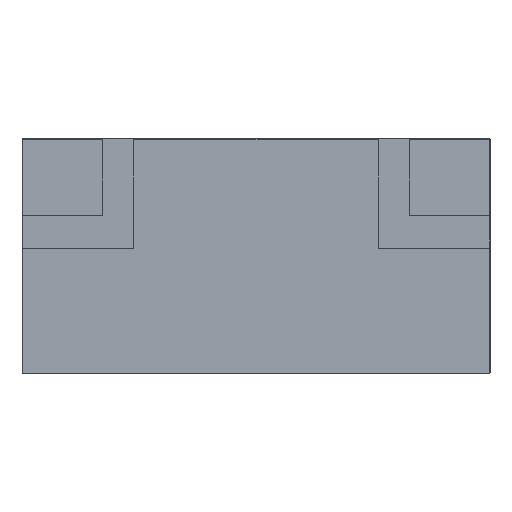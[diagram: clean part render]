
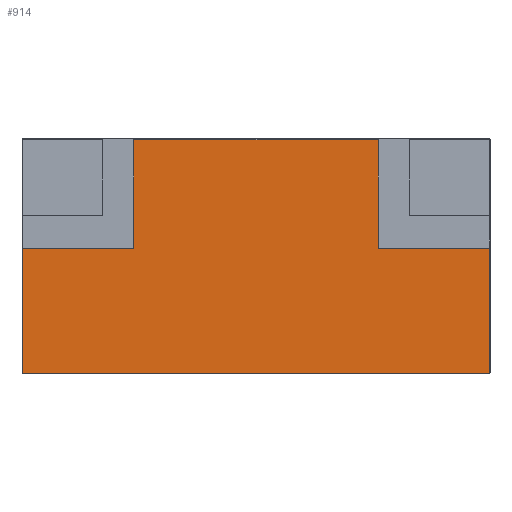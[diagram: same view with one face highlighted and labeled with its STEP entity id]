
A CAD part, front view. The second image highlights one B-rep face of the part: STEP entity #914.
In plain terms, the highlighted planar face has unit normal (0, -1, 0).
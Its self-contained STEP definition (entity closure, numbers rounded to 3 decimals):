
#23 = DIRECTION ( 'NONE',  ( 1., 0., 0. ) ) ;
#64 = CARTESIAN_POINT ( 'NONE',  ( -5.25, -3.51, -2.635 ) ) ;
#70 = LINE ( 'NONE', #691, #655 ) ;
#97 = ORIENTED_EDGE ( 'NONE', *, *, #2786, .T. ) ;
#137 = CARTESIAN_POINT ( 'NONE',  ( 5.25, -3.51, 0.165 ) ) ;
#144 = FACE_OUTER_BOUND ( 'NONE', #630, .T. ) ;
#176 = ORIENTED_EDGE ( 'NONE', *, *, #2327, .T. ) ;
#209 = EDGE_CURVE ( 'NONE', #1670, #1633, #983, .T. ) ;
#297 = DIRECTION ( 'NONE',  ( 0., 0., -1. ) ) ;
#310 = LINE ( 'NONE', #567, #652 ) ;
#328 = CARTESIAN_POINT ( 'NONE',  ( 0., -3.51, 0.165 ) ) ;
#356 = PLANE ( 'NONE',  #2213 ) ;
#567 = CARTESIAN_POINT ( 'NONE',  ( -2.75, -3.51, 0. ) ) ;
#630 = EDGE_LOOP ( 'NONE', ( #2774, #2651, #97, #2166, #2420, #176, #2645, #1362 ) ) ;
#652 = VECTOR ( 'NONE', #1439, 1000. ) ;
#655 = VECTOR ( 'NONE', #23, 1000. ) ;
#687 = DIRECTION ( 'NONE',  ( -1., 0., 0. ) ) ;
#691 = CARTESIAN_POINT ( 'NONE',  ( 0., -3.51, 2.615 ) ) ;
#726 = DIRECTION ( 'NONE',  ( 0., 0., -1. ) ) ;
#775 = DIRECTION ( 'NONE',  ( 0., 0., -1. ) ) ;
#777 = LINE ( 'NONE', #1020, #2775 ) ;
#806 = CARTESIAN_POINT ( 'NONE',  ( -5.25, -3.51, 0.165 ) ) ;
#851 = VECTOR ( 'NONE', #2572, 1000. ) ;
#896 = LINE ( 'NONE', #2761, #2686 ) ;
#914 = ADVANCED_FACE ( 'NONE', ( #144 ), #356, .T. ) ;
#980 = DIRECTION ( 'NONE',  ( 0., -1., 0. ) ) ;
#983 = LINE ( 'NONE', #2339, #1314 ) ;
#1020 = CARTESIAN_POINT ( 'NONE',  ( -5.25, -3.51, 0. ) ) ;
#1038 = EDGE_CURVE ( 'NONE', #2197, #1837, #896, .T. ) ;
#1074 = LINE ( 'NONE', #1353, #1642 ) ;
#1085 = VERTEX_POINT ( 'NONE', #1603 ) ;
#1126 = VERTEX_POINT ( 'NONE', #64 ) ;
#1146 = CARTESIAN_POINT ( 'NONE',  ( 2.75, -3.51, 0. ) ) ;
#1188 = CARTESIAN_POINT ( 'NONE',  ( 5.25, -3.51, -2.635 ) ) ;
#1231 = DIRECTION ( 'NONE',  ( -1., 0., 0. ) ) ;
#1314 = VECTOR ( 'NONE', #726, 1000. ) ;
#1353 = CARTESIAN_POINT ( 'NONE',  ( 5.25, -3.51, -2.635 ) ) ;
#1362 = ORIENTED_EDGE ( 'NONE', *, *, #1771, .F. ) ;
#1439 = DIRECTION ( 'NONE',  ( 0., 0., -1. ) ) ;
#1474 = VERTEX_POINT ( 'NONE', #2682 ) ;
#1491 = EDGE_CURVE ( 'NONE', #1633, #1126, #1074, .T. ) ;
#1544 = VERTEX_POINT ( 'NONE', #1809 ) ;
#1603 = CARTESIAN_POINT ( 'NONE',  ( 2.75, -3.51, 2.615 ) ) ;
#1633 = VERTEX_POINT ( 'NONE', #1188 ) ;
#1642 = VECTOR ( 'NONE', #2471, 1000. ) ;
#1670 = VERTEX_POINT ( 'NONE', #137 ) ;
#1771 = EDGE_CURVE ( 'NONE', #1544, #1085, #70, .T. ) ;
#1772 = EDGE_CURVE ( 'NONE', #1085, #1474, #2766, .T. ) ;
#1809 = CARTESIAN_POINT ( 'NONE',  ( -2.75, -3.51, 2.615 ) ) ;
#1837 = VERTEX_POINT ( 'NONE', #806 ) ;
#2166 = ORIENTED_EDGE ( 'NONE', *, *, #1491, .F. ) ;
#2197 = VERTEX_POINT ( 'NONE', #2382 ) ;
#2213 = AXIS2_PLACEMENT_3D ( 'NONE', #2441, #980, #775 ) ;
#2327 = EDGE_CURVE ( 'NONE', #1670, #1474, #2397, .T. ) ;
#2339 = CARTESIAN_POINT ( 'NONE',  ( 5.25, -3.51, 0. ) ) ;
#2382 = CARTESIAN_POINT ( 'NONE',  ( -2.75, -3.51, 0.165 ) ) ;
#2397 = LINE ( 'NONE', #328, #2924 ) ;
#2420 = ORIENTED_EDGE ( 'NONE', *, *, #209, .F. ) ;
#2441 = CARTESIAN_POINT ( 'NONE',  ( 0., -3.51, 0. ) ) ;
#2471 = DIRECTION ( 'NONE',  ( -1., 0., 0. ) ) ;
#2572 = DIRECTION ( 'NONE',  ( 0., 0., -1. ) ) ;
#2619 = EDGE_CURVE ( 'NONE', #1544, #2197, #310, .T. ) ;
#2645 = ORIENTED_EDGE ( 'NONE', *, *, #1772, .F. ) ;
#2651 = ORIENTED_EDGE ( 'NONE', *, *, #1038, .T. ) ;
#2682 = CARTESIAN_POINT ( 'NONE',  ( 2.75, -3.51, 0.165 ) ) ;
#2686 = VECTOR ( 'NONE', #687, 1000. ) ;
#2761 = CARTESIAN_POINT ( 'NONE',  ( 0., -3.51, 0.165 ) ) ;
#2766 = LINE ( 'NONE', #1146, #851 ) ;
#2774 = ORIENTED_EDGE ( 'NONE', *, *, #2619, .T. ) ;
#2775 = VECTOR ( 'NONE', #297, 1000. ) ;
#2786 = EDGE_CURVE ( 'NONE', #1837, #1126, #777, .T. ) ;
#2924 = VECTOR ( 'NONE', #1231, 1000. ) ;
